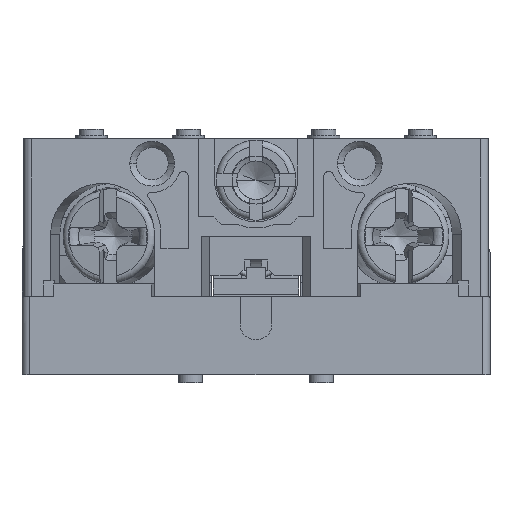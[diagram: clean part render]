
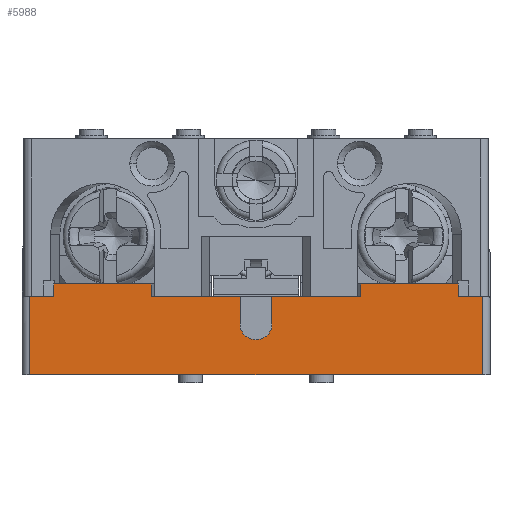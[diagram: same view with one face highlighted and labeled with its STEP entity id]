
A CAD part, front view. The second image highlights one B-rep face of the part: STEP entity #5988.
In plain terms, the highlighted planar face has unit normal (0, -1, 0).
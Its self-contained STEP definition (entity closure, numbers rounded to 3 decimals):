
#38=DIRECTION('',(1.,0.,0.));
#39=VECTOR('',#38,28.3);
#40=CARTESIAN_POINT('',(-14.15,-23.,0.));
#41=LINE('',#40,#39);
#531=DIRECTION('',(0.,0.,-1.));
#532=VECTOR('',#531,4.9);
#533=CARTESIAN_POINT('',(-14.15,-23.,4.9));
#534=LINE('',#533,#532);
#535=DIRECTION('',(1.,0.,0.));
#536=VECTOR('',#535,1.493);
#537=CARTESIAN_POINT('',(-14.15,-23.,4.9));
#538=LINE('',#537,#536);
#539=DIRECTION('',(0.,0.,1.));
#540=VECTOR('',#539,0.8);
#541=CARTESIAN_POINT('',(-12.657,-23.,4.9));
#542=LINE('',#541,#540);
#543=DIRECTION('',(1.,0.,0.));
#544=VECTOR('',#543,5.564);
#545=CARTESIAN_POINT('',(-6.564,-23.,4.9));
#546=LINE('',#545,#544);
#547=DIRECTION('',(0.,0.,-1.));
#548=VECTOR('',#547,1.7);
#549=CARTESIAN_POINT('',(-1.,-23.,4.9));
#550=LINE('',#549,#548);
#551=CARTESIAN_POINT('',(0.,-23.,3.2));
#552=DIRECTION('',(0.,-1.,0.));
#553=DIRECTION('',(-1.,0.,0.));
#554=AXIS2_PLACEMENT_3D('',#551,#552,#553);
#556=DIRECTION('',(0.,0.,1.));
#557=VECTOR('',#556,1.7);
#558=CARTESIAN_POINT('',(1.,-23.,3.2));
#559=LINE('',#558,#557);
#560=DIRECTION('',(1.,0.,0.));
#561=VECTOR('',#560,5.564);
#562=CARTESIAN_POINT('',(1.,-23.,4.9));
#563=LINE('',#562,#561);
#564=DIRECTION('',(0.,0.,1.));
#565=VECTOR('',#564,0.8);
#566=CARTESIAN_POINT('',(6.564,-23.,4.9));
#567=LINE('',#566,#565);
#568=DIRECTION('',(1.,0.,0.));
#569=VECTOR('',#568,1.493);
#570=CARTESIAN_POINT('',(12.657,-23.,4.9));
#571=LINE('',#570,#569);
#572=DIRECTION('',(0.,0.,-1.));
#573=VECTOR('',#572,4.9);
#574=CARTESIAN_POINT('',(14.15,-23.,4.9));
#575=LINE('',#574,#573);
#876=DIRECTION('',(0.,0.,1.));
#877=VECTOR('',#876,0.8);
#878=CARTESIAN_POINT('',(12.657,-23.,4.9));
#879=LINE('',#878,#877);
#892=DIRECTION('',(1.,0.,0.));
#893=VECTOR('',#892,6.093);
#894=CARTESIAN_POINT('',(6.564,-23.,5.7));
#895=LINE('',#894,#893);
#904=DIRECTION('',(1.,0.,0.));
#905=VECTOR('',#904,6.093);
#906=CARTESIAN_POINT('',(-12.657,-23.,5.7));
#907=LINE('',#906,#905);
#916=DIRECTION('',(0.,0.,1.));
#917=VECTOR('',#916,0.8);
#918=CARTESIAN_POINT('',(-6.564,-23.,4.9));
#919=LINE('',#918,#917);
#4210=CARTESIAN_POINT('',(6.564,-23.,5.7));
#4212=VERTEX_POINT('',#4210);
#4213=CARTESIAN_POINT('',(12.657,-23.,5.7));
#4214=VERTEX_POINT('',#4213);
#4221=CARTESIAN_POINT('',(-12.657,-23.,5.7));
#4222=VERTEX_POINT('',#4221);
#4223=CARTESIAN_POINT('',(-6.564,-23.,5.7));
#4224=VERTEX_POINT('',#4223);
#4226=CARTESIAN_POINT('',(6.564,-23.,4.9));
#4228=VERTEX_POINT('',#4226);
#4229=CARTESIAN_POINT('',(12.657,-23.,4.9));
#4231=VERTEX_POINT('',#4229);
#4234=CARTESIAN_POINT('',(-12.657,-23.,4.9));
#4236=VERTEX_POINT('',#4234);
#4237=CARTESIAN_POINT('',(-6.564,-23.,4.9));
#4239=VERTEX_POINT('',#4237);
#4325=CARTESIAN_POINT('',(-1.,-23.,4.9));
#4326=CARTESIAN_POINT('',(-1.,-23.,3.2));
#4327=VERTEX_POINT('',#4325);
#4328=VERTEX_POINT('',#4326);
#4329=CARTESIAN_POINT('',(1.,-23.,3.2));
#4330=VERTEX_POINT('',#4329);
#4331=CARTESIAN_POINT('',(1.,-23.,4.9));
#4332=VERTEX_POINT('',#4331);
#4752=CARTESIAN_POINT('',(-14.15,-23.,4.9));
#4754=VERTEX_POINT('',#4752);
#4755=CARTESIAN_POINT('',(-14.15,-23.,0.));
#4756=VERTEX_POINT('',#4755);
#4757=CARTESIAN_POINT('',(14.15,-23.,4.9));
#4758=CARTESIAN_POINT('',(14.15,-23.,0.));
#4759=VERTEX_POINT('',#4757);
#4760=VERTEX_POINT('',#4758);
#5956=CARTESIAN_POINT('',(-14.65,-23.,0.));
#5957=DIRECTION('',(0.,-1.,0.));
#5958=DIRECTION('',(1.,0.,0.));
#5959=AXIS2_PLACEMENT_3D('',#5956,#5957,#5958);
#5960=PLANE('',#5959);
#5961=ORIENTED_EDGE('',*,*,#5693,.F.);
#5962=ORIENTED_EDGE('',*,*,#5573,.T.);
#5964=ORIENTED_EDGE('',*,*,#5963,.T.);
#5966=ORIENTED_EDGE('',*,*,#5965,.T.);
#5968=ORIENTED_EDGE('',*,*,#5967,.F.);
#5969=ORIENTED_EDGE('',*,*,#5549,.T.);
#5971=ORIENTED_EDGE('',*,*,#5970,.T.);
#5973=ORIENTED_EDGE('',*,*,#5972,.T.);
#5975=ORIENTED_EDGE('',*,*,#5974,.T.);
#5976=ORIENTED_EDGE('',*,*,#5541,.T.);
#5978=ORIENTED_EDGE('',*,*,#5977,.T.);
#5980=ORIENTED_EDGE('',*,*,#5979,.T.);
#5982=ORIENTED_EDGE('',*,*,#5981,.F.);
#5983=ORIENTED_EDGE('',*,*,#5517,.T.);
#5984=ORIENTED_EDGE('',*,*,#5946,.T.);
#5985=ORIENTED_EDGE('',*,*,#5330,.F.);
#5986=EDGE_LOOP('',(#5961,#5962,#5964,#5966,#5968,#5969,#5971,#5973,#5975,#5976,
#5978,#5980,#5982,#5983,#5984,#5985));
#5987=FACE_OUTER_BOUND('',#5986,.F.);
#5988=ADVANCED_FACE('',(#5987),#5960,.T.);
#555=CIRCLE('',#554,1.);
#5330=EDGE_CURVE('',#4756,#4760,#41,.T.);
#5517=EDGE_CURVE('',#4231,#4759,#571,.T.);
#5541=EDGE_CURVE('',#4332,#4228,#563,.T.);
#5549=EDGE_CURVE('',#4239,#4327,#546,.T.);
#5573=EDGE_CURVE('',#4754,#4236,#538,.T.);
#5693=EDGE_CURVE('',#4754,#4756,#534,.T.);
#5946=EDGE_CURVE('',#4759,#4760,#575,.T.);
#5963=EDGE_CURVE('',#4236,#4222,#542,.T.);
#5965=EDGE_CURVE('',#4222,#4224,#907,.T.);
#5967=EDGE_CURVE('',#4239,#4224,#919,.T.);
#5970=EDGE_CURVE('',#4327,#4328,#550,.T.);
#5972=EDGE_CURVE('',#4328,#4330,#555,.T.);
#5974=EDGE_CURVE('',#4330,#4332,#559,.T.);
#5977=EDGE_CURVE('',#4228,#4212,#567,.T.);
#5979=EDGE_CURVE('',#4212,#4214,#895,.T.);
#5981=EDGE_CURVE('',#4231,#4214,#879,.T.);
